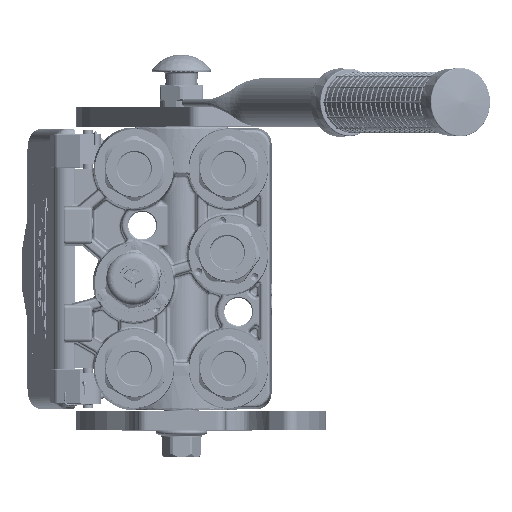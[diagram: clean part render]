
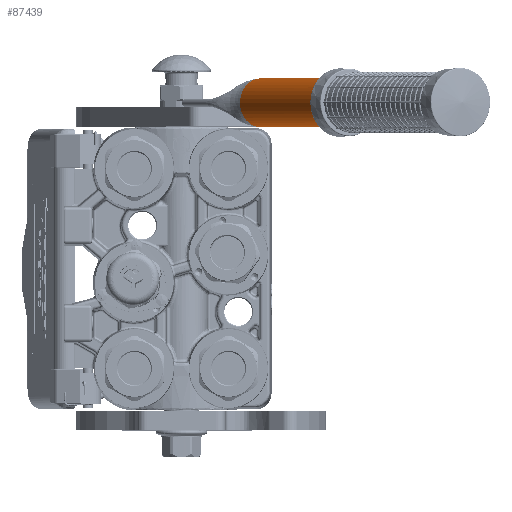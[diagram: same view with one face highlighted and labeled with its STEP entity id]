
A CAD part, top view. The second image highlights one B-rep face of the part: STEP entity #87439.
In plain terms, the highlighted cylindrical face has radius 12.5 mm (diameter 25 mm), a partial arc.
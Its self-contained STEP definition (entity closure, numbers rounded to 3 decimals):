
#5992 = CIRCLE ( 'NONE', #131146, 12.5 ) ;
#11751 = DIRECTION ( 'NONE',  ( 0., 1., 0. ) ) ;
#15178 = EDGE_CURVE ( 'NONE', #117350, #98443, #237421, .T. ) ;
#18630 = CARTESIAN_POINT ( 'NONE',  ( 0., 0., 0. ) ) ;
#20988 = VERTEX_POINT ( 'NONE', #74513 ) ;
#22420 = CARTESIAN_POINT ( 'NONE',  ( 12.441, 0.049, -1.219 ) ) ;
#22779 = AXIS2_PLACEMENT_3D ( 'NONE', #134146, #67795, #180089 ) ;
#23043 = CARTESIAN_POINT ( 'NONE',  ( -12.482, 0.18, -0.676 ) ) ;
#27685 = CARTESIAN_POINT ( 'NONE',  ( 12.5, 0.24, 0. ) ) ;
#39138 = DIRECTION ( 'NONE',  ( 0.994, 0., -0.109 ) ) ;
#41352 = EDGE_LOOP ( 'NONE', ( #176827, #175311, #211907, #201710, #204362, #56766, #145505 ) ) ;
#43568 = CARTESIAN_POINT ( 'NONE',  ( -12.5, 0.24, -0.108 ) ) ;
#44527 = CARTESIAN_POINT ( 'NONE',  ( -12.484, 0.186, -0.638 ) ) ;
#44870 = CARTESIAN_POINT ( 'NONE',  ( 12.467, 0.131, -0.91 ) ) ;
#46474 = CARTESIAN_POINT ( 'NONE',  ( -12.481, 0.178, -0.688 ) ) ;
#52291 = VECTOR ( 'NONE', #11751, 1000. ) ;
#56766 = ORIENTED_EDGE ( 'NONE', *, *, #283721, .F. ) ;
#57818 = VERTEX_POINT ( 'NONE', #279988 ) ;
#62826 = VERTEX_POINT ( 'NONE', #211231 ) ;
#66095 = CARTESIAN_POINT ( 'NONE',  ( -12.481, 0.178, -0.683 ) ) ;
#67367 = CARTESIAN_POINT ( 'NONE',  ( 12.478, 0.167, -0.748 ) ) ;
#67795 = DIRECTION ( 'NONE',  ( 0., 1., 0. ) ) ;
#72358 = VERTEX_POINT ( 'NONE', #220733 ) ;
#74513 = CARTESIAN_POINT ( 'NONE',  ( 0., 0., -12.5 ) ) ;
#85914 = CARTESIAN_POINT ( 'NONE',  ( 12.468, 0.136, -0.889 ) ) ;
#87439 = ADVANCED_FACE ( 'NONE', ( #173485 ), #222379, .T. ) ;
#87820 = CARTESIAN_POINT ( 'NONE',  ( 12.452, 0.083, -1.1 ) ) ;
#88448 = CARTESIAN_POINT ( 'NONE',  ( -12.426, 0., -1.36 ) ) ;
#89391 = CARTESIAN_POINT ( 'NONE',  ( -12.488, 0.202, -0.541 ) ) ;
#89726 = CARTESIAN_POINT ( 'NONE',  ( 12.5, 0.24, 0. ) ) ;
#90367 = CARTESIAN_POINT ( 'NONE',  ( -12.5, 0.24, 0. ) ) ;
#91057 = EDGE_CURVE ( 'NONE', #62826, #158303, #164913, .T. ) ;
#91286 = AXIS2_PLACEMENT_3D ( 'NONE', #150369, #244929, #134618 ) ;
#97244 = DIRECTION ( 'NONE',  ( 0., 1., 0. ) ) ;
#98443 = VERTEX_POINT ( 'NONE', #192266 ) ;
#101325 = B_SPLINE_CURVE_WITH_KNOTS ( 'NONE', 3,
 ( #90367, #43568, #222197, #132427, #199807, #89391, #136279, #44527, #224107, #23043, #66095, #46474, #202694, #245614, #88448 ),
 .UNSPECIFIED., .F., .F.,
 ( 4, 2, 2, 1, 1, 1, 2, 2, 4 ),
 ( 0., 0.25, 0.375, 0.438, 0.469, 0.484, 0.492, 0.5, 1. ),
 .UNSPECIFIED. ) ;
#103436 = VECTOR ( 'NONE', #106821, 1000. ) ;
#106821 = DIRECTION ( 'NONE',  ( 0., 1., 0. ) ) ;
#110300 = CARTESIAN_POINT ( 'NONE',  ( 12.5, 0.24, -0.216 ) ) ;
#117350 = VERTEX_POINT ( 'NONE', #253295 ) ;
#120622 = AXIS2_PLACEMENT_3D ( 'NONE', #18630, #150464, #39138 ) ;
#124421 = CARTESIAN_POINT ( 'NONE',  ( 12.5, 0.24, 0. ) ) ;
#126862 = CARTESIAN_POINT ( 'NONE',  ( -12.5, 0.24, 0. ) ) ;
#128453 = EDGE_CURVE ( 'NONE', #62826, #20988, #5992, .T. ) ;
#129501 = CIRCLE ( 'NONE', #120622, 12.5 ) ;
#130817 = CARTESIAN_POINT ( 'NONE',  ( 12.466, 0.127, -0.927 ) ) ;
#131146 = AXIS2_PLACEMENT_3D ( 'NONE', #254360, #97244, #253378 ) ;
#132427 = CARTESIAN_POINT ( 'NONE',  ( -12.494, 0.22, -0.394 ) ) ;
#134146 = CARTESIAN_POINT ( 'NONE',  ( 0., 198., 0. ) ) ;
#134618 = DIRECTION ( 'NONE',  ( 1., 0., 0. ) ) ;
#136279 = CARTESIAN_POINT ( 'NONE',  ( -12.486, 0.195, -0.586 ) ) ;
#138452 = LINE ( 'NONE', #124421, #103436 ) ;
#145505 = ORIENTED_EDGE ( 'NONE', *, *, #91057, .F. ) ;
#150369 = CARTESIAN_POINT ( 'NONE',  ( 0., 0., 0. ) ) ;
#150464 = DIRECTION ( 'NONE',  ( 0., 1., 0. ) ) ;
#158303 = VERTEX_POINT ( 'NONE', #27685 ) ;
#164913 = B_SPLINE_CURVE_WITH_KNOTS ( 'NONE', 3,
 ( #199188, #22420, #87820, #176781, #178700, #130817, #287011, #44870, #85914, #177728, #201106, #67367, #223499, #244040, #110300, #89726 ),
 .UNSPECIFIED., .F., .F.,
 ( 4, 2, 1, 2, 2, 1, 2, 2, 4 ),
 ( 0., 0.25, 0.313, 0.328, 0.344, 0.375, 0.438, 0.5, 1. ),
 .UNSPECIFIED. ) ;
#173485 = FACE_OUTER_BOUND ( 'NONE', #41352, .T. ) ;
#175311 = ORIENTED_EDGE ( 'NONE', *, *, #186032, .T. ) ;
#176781 = CARTESIAN_POINT ( 'NONE',  ( 12.461, 0.114, -0.981 ) ) ;
#176827 = ORIENTED_EDGE ( 'NONE', *, *, #128453, .T. ) ;
#177728 = CARTESIAN_POINT ( 'NONE',  ( 12.471, 0.146, -0.847 ) ) ;
#178700 = CARTESIAN_POINT ( 'NONE',  ( 12.464, 0.121, -0.953 ) ) ;
#180089 = DIRECTION ( 'NONE',  ( 1., 0., 0. ) ) ;
#186032 = EDGE_CURVE ( 'NONE', #20988, #72358, #129501, .T. ) ;
#192266 = CARTESIAN_POINT ( 'NONE',  ( -12.5, 198., 0. ) ) ;
#195530 = LINE ( 'NONE', #126862, #52291 ) ;
#199188 = CARTESIAN_POINT ( 'NONE',  ( 12.426, 0., -1.36 ) ) ;
#199807 = CARTESIAN_POINT ( 'NONE',  ( -12.492, 0.214, -0.452 ) ) ;
#201106 = CARTESIAN_POINT ( 'NONE',  ( 12.474, 0.155, -0.804 ) ) ;
#201710 = ORIENTED_EDGE ( 'NONE', *, *, #257175, .T. ) ;
#202694 = CARTESIAN_POINT ( 'NONE',  ( -12.472, 0.146, -0.859 ) ) ;
#204362 = ORIENTED_EDGE ( 'NONE', *, *, #15178, .F. ) ;
#211231 = CARTESIAN_POINT ( 'NONE',  ( 12.426, 0., -1.36 ) ) ;
#211907 = ORIENTED_EDGE ( 'NONE', *, *, #226418, .F. ) ;
#220733 = CARTESIAN_POINT ( 'NONE',  ( -12.426, 0., -1.36 ) ) ;
#222197 = CARTESIAN_POINT ( 'NONE',  ( -12.499, 0.235, -0.221 ) ) ;
#222379 = CYLINDRICAL_SURFACE ( 'NONE', #91286, 12.5 ) ;
#223499 = CARTESIAN_POINT ( 'NONE',  ( 12.479, 0.172, -0.721 ) ) ;
#224107 = CARTESIAN_POINT ( 'NONE',  ( -12.482, 0.182, -0.665 ) ) ;
#226418 = EDGE_CURVE ( 'NONE', #57818, #72358, #101325, .T. ) ;
#237421 = CIRCLE ( 'NONE', #22779, 12.5 ) ;
#244040 = CARTESIAN_POINT ( 'NONE',  ( 12.494, 0.221, -0.449 ) ) ;
#244929 = DIRECTION ( 'NONE',  ( 0., -1., 0. ) ) ;
#245614 = CARTESIAN_POINT ( 'NONE',  ( -12.456, 0.096, -1.087 ) ) ;
#253295 = CARTESIAN_POINT ( 'NONE',  ( 12.5, 198., 0. ) ) ;
#253378 = DIRECTION ( 'NONE',  ( 0.994, 0., -0.109 ) ) ;
#254360 = CARTESIAN_POINT ( 'NONE',  ( 0., 0., 0. ) ) ;
#257175 = EDGE_CURVE ( 'NONE', #57818, #98443, #195530, .T. ) ;
#279988 = CARTESIAN_POINT ( 'NONE',  ( -12.5, 0.24, 0. ) ) ;
#283721 = EDGE_CURVE ( 'NONE', #158303, #117350, #138452, .T. ) ;
#287011 = CARTESIAN_POINT ( 'NONE',  ( 12.466, 0.13, -0.917 ) ) ;
